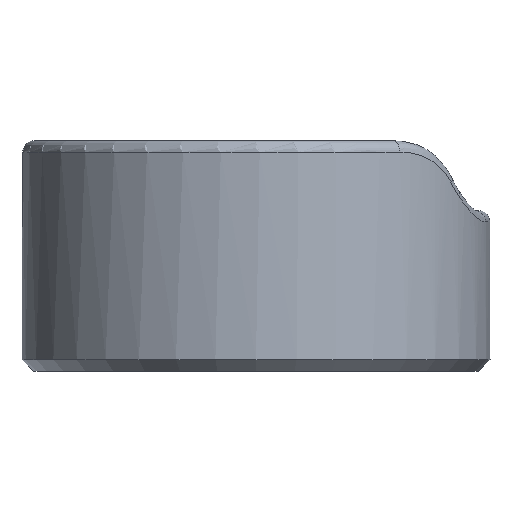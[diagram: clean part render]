
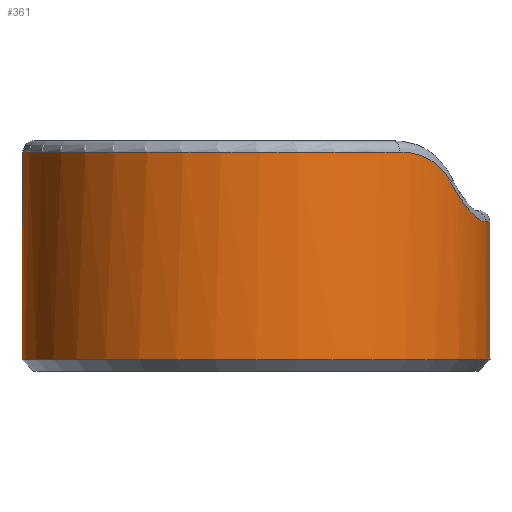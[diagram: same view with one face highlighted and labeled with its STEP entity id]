
A CAD part, left-side view. The second image highlights one B-rep face of the part: STEP entity #361.
In plain terms, the highlighted cylindrical face has radius 10.22 mm (diameter 20.44 mm), a full revolution.
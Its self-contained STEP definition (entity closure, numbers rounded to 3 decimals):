
#22=CYLINDRICAL_SURFACE('',#414,10.22);
#31=LINE('',#881,#41);
#41=VECTOR('',#499,10.22);
#70=FACE_OUTER_BOUND('',#94,.T.);
#94=EDGE_LOOP('',(#306,#307,#308,#309,#310,#311,#312,#313,#314,#315));
#113=B_SPLINE_CURVE_WITH_KNOTS('',3,(#744,#745,#746,#747,#748),
 .UNSPECIFIED.,.F.,.F.,(4,1,4),(-0.427,-0.244,0.),
 .UNSPECIFIED.);
#115=B_SPLINE_CURVE_WITH_KNOTS('',3,(#787,#788,#789,#790,#791),
 .UNSPECIFIED.,.F.,.F.,(4,1,4),(0.,0.183,0.427),
 .UNSPECIFIED.);
#116=B_SPLINE_CURVE_WITH_KNOTS('',3,(#824,#825,#826,#827,#828),
 .UNSPECIFIED.,.F.,.F.,(4,1,4),(0.,0.152,0.355),
 .UNSPECIFIED.);
#118=B_SPLINE_CURVE_WITH_KNOTS('',3,(#872,#873,#874,#875,#876),
 .UNSPECIFIED.,.F.,.F.,(4,1,4),(0.,0.152,0.355),
 .UNSPECIFIED.);
#135=CIRCLE('',#405,10.22);
#139=CIRCLE('',#410,10.22);
#140=CIRCLE('',#411,10.22);
#142=CIRCLE('',#415,10.22);
#164=VERTEX_POINT('',#741);
#165=VERTEX_POINT('',#743);
#167=VERTEX_POINT('',#757);
#168=VERTEX_POINT('',#785);
#169=VERTEX_POINT('',#822);
#171=VERTEX_POINT('',#831);
#172=VERTEX_POINT('',#833);
#173=VERTEX_POINT('',#880);
#206=EDGE_CURVE('',#164,#165,#113,.T.);
#210=EDGE_CURVE('',#167,#164,#135,.T.);
#212=EDGE_CURVE('',#168,#167,#115,.T.);
#214=EDGE_CURVE('',#169,#168,#116,.T.);
#216=EDGE_CURVE('',#171,#172,#139,.T.);
#217=EDGE_CURVE('',#172,#169,#140,.T.);
#220=EDGE_CURVE('',#165,#171,#118,.T.);
#222=EDGE_CURVE('',#172,#173,#31,.T.);
#223=EDGE_CURVE('',#173,#173,#142,.T.);
#306=ORIENTED_EDGE('',*,*,#206,.F.);
#307=ORIENTED_EDGE('',*,*,#210,.F.);
#308=ORIENTED_EDGE('',*,*,#212,.F.);
#309=ORIENTED_EDGE('',*,*,#214,.F.);
#310=ORIENTED_EDGE('',*,*,#217,.F.);
#311=ORIENTED_EDGE('',*,*,#222,.T.);
#312=ORIENTED_EDGE('',*,*,#223,.F.);
#313=ORIENTED_EDGE('',*,*,#222,.F.);
#314=ORIENTED_EDGE('',*,*,#216,.F.);
#315=ORIENTED_EDGE('',*,*,#220,.F.);
#361=ADVANCED_FACE('',(#70),#22,.T.);
#405=AXIS2_PLACEMENT_3D('',#759,#478,#479);
#410=AXIS2_PLACEMENT_3D('',#834,#488,#489);
#411=AXIS2_PLACEMENT_3D('',#835,#490,#491);
#414=AXIS2_PLACEMENT_3D('',#879,#497,#498);
#415=AXIS2_PLACEMENT_3D('',#882,#500,#501);
#478=DIRECTION('center_axis',(0.,0.,
1.));
#479=DIRECTION('ref_axis',(0.676,-0.737,0.));
#488=DIRECTION('center_axis',(0.,0.,
1.));
#489=DIRECTION('ref_axis',(-0.676,0.737,0.));
#490=DIRECTION('center_axis',(0.,0.,
1.));
#491=DIRECTION('ref_axis',(-0.676,0.737,0.));
#497=DIRECTION('center_axis',(0.,0.,
1.));
#498=DIRECTION('ref_axis',(0.94,0.342,0.));
#499=DIRECTION('',(0.,0.,-1.));
#500=DIRECTION('center_axis',(0.,0.,
-1.));
#501=DIRECTION('ref_axis',(0.94,0.342,0.));
#741=CARTESIAN_POINT('',(10.161,1.1,14.144));
#743=CARTESIAN_POINT('',(8.985,4.87,15.838));
#744=CARTESIAN_POINT('Ctrl Pts',(10.161,1.1,14.144));
#745=CARTESIAN_POINT('Ctrl Pts',(10.092,1.737,14.144));
#746=CARTESIAN_POINT('Ctrl Pts',(9.783,3.211,14.396));
#747=CARTESIAN_POINT('Ctrl Pts',(9.256,4.37,15.231));
#748=CARTESIAN_POINT('Ctrl Pts',(8.985,4.87,15.838));
#757=CARTESIAN_POINT('',(-1.981,-10.026,14.144));
#759=CARTESIAN_POINT('Origin',(0.,0.,
14.144));
#785=CARTESIAN_POINT('',(-5.634,-8.527,15.838));
#787=CARTESIAN_POINT('Ctrl Pts',(-5.634,-8.527,15.838));
#788=CARTESIAN_POINT('Ctrl Pts',(-5.278,-8.762,15.383));
#789=CARTESIAN_POINT('Ctrl Pts',(-4.245,-9.371,14.487));
#790=CARTESIAN_POINT('Ctrl Pts',(-2.82,-9.86,14.144));
#791=CARTESIAN_POINT('Ctrl Pts',(-1.981,-10.026,14.144));
#822=CARTESIAN_POINT('',(-8.066,-6.276,17.194));
#824=CARTESIAN_POINT('Ctrl Pts',(-8.066,-6.276,17.194));
#825=CARTESIAN_POINT('Ctrl Pts',(-7.739,-6.697,17.194));
#826=CARTESIAN_POINT('Ctrl Pts',(-6.892,-7.62,17.014));
#827=CARTESIAN_POINT('Ctrl Pts',(-6.029,-8.266,16.343));
#828=CARTESIAN_POINT('Ctrl Pts',(-5.634,-8.527,15.838));
#831=CARTESIAN_POINT('',(6.955,7.489,17.194));
#833=CARTESIAN_POINT('',(-9.604,-3.495,17.194));
#834=CARTESIAN_POINT('Origin',(0.,0.,
17.194));
#835=CARTESIAN_POINT('Origin',(0.,0.,
17.194));
#872=CARTESIAN_POINT('Ctrl Pts',(8.985,4.87,15.838));
#873=CARTESIAN_POINT('Ctrl Pts',(8.816,5.181,16.217));
#874=CARTESIAN_POINT('Ctrl Pts',(8.295,6.052,16.946));
#875=CARTESIAN_POINT('Ctrl Pts',(7.476,7.005,17.194));
#876=CARTESIAN_POINT('Ctrl Pts',(6.955,7.489,17.194));
#879=CARTESIAN_POINT('Origin',(0.,0.,
7.62));
#880=CARTESIAN_POINT('',(-9.604,-3.495,8.128));
#881=CARTESIAN_POINT('',(-9.604,-3.495,7.62));
#882=CARTESIAN_POINT('Origin',(0.,0.,
8.128));
